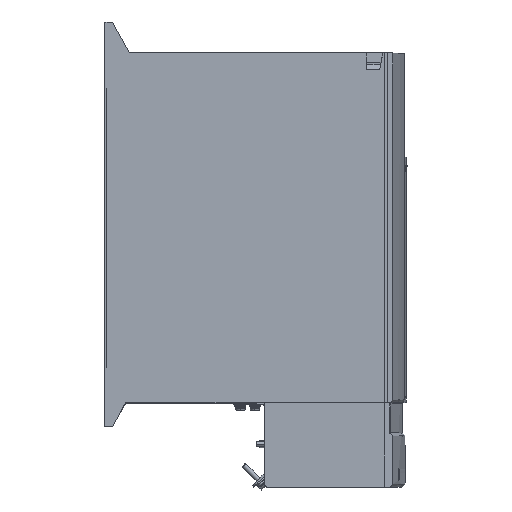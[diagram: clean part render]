
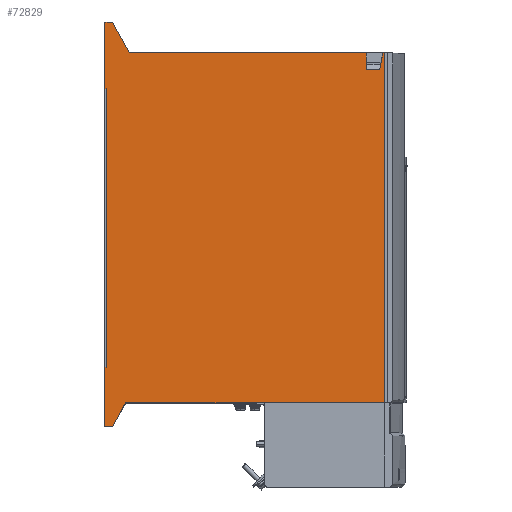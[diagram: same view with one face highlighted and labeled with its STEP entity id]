
A CAD part, top view. The second image highlights one B-rep face of the part: STEP entity #72829.
In plain terms, the highlighted face is planar.
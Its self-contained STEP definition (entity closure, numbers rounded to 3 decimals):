
#32188=DIRECTION('',(0.,0.,1.));
#32189=VECTOR('',#32188,6.3);
#32190=CARTESIAN_POINT('',(-165.,315.5,0.));
#32191=LINE('',#32190,#32189);
#32314=DIRECTION('',(0.,0.,1.));
#32315=VECTOR('',#32314,1.453);
#32316=CARTESIAN_POINT('',(-165.,290.,230.303));
#32317=LINE('',#32316,#32315);
#32321=DIRECTION('',(0.,-1.,0.));
#32322=VECTOR('',#32321,290.);
#32323=CARTESIAN_POINT('',(-165.,290.,231.756));
#32324=LINE('',#32323,#32322);
#32328=DIRECTION('',(0.,-0.871,-0.491));
#32329=VECTOR('',#32328,22.389);
#32330=CARTESIAN_POINT('',(-165.,0.,17.3));
#32331=LINE('',#32330,#32329);
#32335=DIRECTION('',(0.,1.,0.));
#32336=VECTOR('',#32335,48.9);
#32337=CARTESIAN_POINT('',(-165.,-19.5,0.));
#32338=LINE('',#32337,#32336);
#32342=DIRECTION('',(0.,0.,1.));
#32343=VECTOR('',#32342,1.6);
#32344=CARTESIAN_POINT('',(-165.,29.4,0.));
#32345=LINE('',#32344,#32343);
#32349=DIRECTION('',(0.,1.,0.));
#32350=VECTOR('',#32349,230.9);
#32351=CARTESIAN_POINT('',(-165.,29.4,1.6));
#32352=LINE('',#32351,#32350);
#32356=DIRECTION('',(0.,0.,1.));
#32357=VECTOR('',#32356,1.6);
#32358=CARTESIAN_POINT('',(-165.,260.3,0.));
#32359=LINE('',#32358,#32357);
#32363=DIRECTION('',(0.,1.,0.));
#32364=VECTOR('',#32363,55.2);
#32365=CARTESIAN_POINT('',(-165.,260.3,0.));
#32366=LINE('',#32365,#32364);
#32370=DIRECTION('',(0.,-0.877,0.481));
#32371=VECTOR('',#32370,29.09);
#32372=CARTESIAN_POINT('',(-165.,315.5,6.3));
#32373=LINE('',#32372,#32371);
#32377=DIRECTION('',(0.,0.,1.));
#32378=VECTOR('',#32377,196.409);
#32379=CARTESIAN_POINT('',(-165.,290.,20.3));
#32380=LINE('',#32379,#32378);
#32384=DIRECTION('',(0.,1.,0.));
#32385=VECTOR('',#32384,14.056);
#32386=CARTESIAN_POINT('',(-165.,275.944,216.709));
#32387=LINE('',#32386,#32385);
#32391=DIRECTION('',(0.,0.,-1.));
#32392=VECTOR('',#32391,11.115);
#32393=CARTESIAN_POINT('',(-165.,275.944,227.824));
#32394=LINE('',#32393,#32392);
#40032=DIRECTION('',(0.,0.,1.));
#40033=VECTOR('',#40032,214.456);
#40034=CARTESIAN_POINT('',(-165.,0.,17.3));
#40035=LINE('',#40034,#40033);
#50456=DIRECTION('',(0.,0.,-1.));
#50457=VECTOR('',#50456,6.3);
#50458=CARTESIAN_POINT('',(-165.,-19.5,6.3));
#50459=LINE('',#50458,#50457);
#60573=DIRECTION('',(0.,-0.985,-0.174));
#60574=VECTOR('',#60573,14.273);
#60575=CARTESIAN_POINT('',(-165.,290.,230.303));
#60576=LINE('',#60575,#60574);
#61043=CARTESIAN_POINT('',(-165.,29.4,0.));
#61044=CARTESIAN_POINT('',(-165.,29.4,1.6));
#61045=VERTEX_POINT('',#61043);
#61046=VERTEX_POINT('',#61044);
#61047=CARTESIAN_POINT('',(-165.,260.3,1.6));
#61048=VERTEX_POINT('',#61047);
#61049=CARTESIAN_POINT('',(-165.,260.3,0.));
#61050=VERTEX_POINT('',#61049);
#61052=CARTESIAN_POINT('',(-165.,315.5,0.));
#61054=VERTEX_POINT('',#61052);
#61057=CARTESIAN_POINT('',(-165.,-19.5,0.));
#61058=VERTEX_POINT('',#61057);
#61135=CARTESIAN_POINT('',(-165.,315.5,6.3));
#61136=CARTESIAN_POINT('',(-165.,290.,20.3));
#61137=VERTEX_POINT('',#61135);
#61138=VERTEX_POINT('',#61136);
#61139=CARTESIAN_POINT('',(-165.,0.,17.3));
#61140=CARTESIAN_POINT('',(-165.,-19.5,6.3));
#61141=VERTEX_POINT('',#61139);
#61142=VERTEX_POINT('',#61140);
#62194=CARTESIAN_POINT('',(-165.,290.,231.756));
#62196=VERTEX_POINT('',#62194);
#62198=CARTESIAN_POINT('',(-165.,0.,231.756));
#62199=VERTEX_POINT('',#62198);
#67172=CARTESIAN_POINT('',(-165.,275.944,227.824));
#67173=CARTESIAN_POINT('',(-165.,275.944,216.709));
#67174=VERTEX_POINT('',#67172);
#67175=VERTEX_POINT('',#67173);
#67569=CARTESIAN_POINT('',(-165.,290.,216.709));
#67570=VERTEX_POINT('',#67569);
#67575=CARTESIAN_POINT('',(-165.,290.,230.303));
#67576=VERTEX_POINT('',#67575);
#72796=CARTESIAN_POINT('',(-165.,290.,0.));
#72797=DIRECTION('',(-1.,0.,0.));
#72798=DIRECTION('',(0.,-1.,0.));
#72799=AXIS2_PLACEMENT_3D('',#72796,#72797,#72798);
#72800=PLANE('',#72799);
#72801=ORIENTED_EDGE('',*,*,#72182,.T.);
#72803=ORIENTED_EDGE('',*,*,#72802,.T.);
#72805=ORIENTED_EDGE('',*,*,#72804,.F.);
#72807=ORIENTED_EDGE('',*,*,#72806,.T.);
#72809=ORIENTED_EDGE('',*,*,#72808,.T.);
#72810=ORIENTED_EDGE('',*,*,#67672,.T.);
#72812=ORIENTED_EDGE('',*,*,#72811,.T.);
#72814=ORIENTED_EDGE('',*,*,#72813,.T.);
#72816=ORIENTED_EDGE('',*,*,#72815,.F.);
#72817=ORIENTED_EDGE('',*,*,#67724,.T.);
#72818=ORIENTED_EDGE('',*,*,#72744,.T.);
#72819=ORIENTED_EDGE('',*,*,#72787,.T.);
#72820=ORIENTED_EDGE('',*,*,#72190,.T.);
#72822=ORIENTED_EDGE('',*,*,#72821,.F.);
#72824=ORIENTED_EDGE('',*,*,#72823,.F.);
#72826=ORIENTED_EDGE('',*,*,#72825,.F.);
#72827=EDGE_LOOP('',(#72801,#72803,#72805,#72807,#72809,#72810,#72812,#72814,
#72816,#72817,#72818,#72819,#72820,#72822,#72824,#72826));
#72828=FACE_OUTER_BOUND('',#72827,.F.);
#72829=ADVANCED_FACE('',(#72828),#72800,.T.);
#67672=EDGE_CURVE('',#61058,#61045,#32338,.T.);
#67724=EDGE_CURVE('',#61050,#61054,#32366,.T.);
#72182=EDGE_CURVE('',#67576,#62196,#32317,.T.);
#72190=EDGE_CURVE('',#61138,#67570,#32380,.T.);
#72744=EDGE_CURVE('',#61054,#61137,#32191,.T.);
#72787=EDGE_CURVE('',#61137,#61138,#32373,.T.);
#72802=EDGE_CURVE('',#62196,#62199,#32324,.T.);
#72804=EDGE_CURVE('',#61141,#62199,#40035,.T.);
#72806=EDGE_CURVE('',#61141,#61142,#32331,.T.);
#72808=EDGE_CURVE('',#61142,#61058,#50459,.T.);
#72811=EDGE_CURVE('',#61045,#61046,#32345,.T.);
#72813=EDGE_CURVE('',#61046,#61048,#32352,.T.);
#72815=EDGE_CURVE('',#61050,#61048,#32359,.T.);
#72821=EDGE_CURVE('',#67175,#67570,#32387,.T.);
#72823=EDGE_CURVE('',#67174,#67175,#32394,.T.);
#72825=EDGE_CURVE('',#67576,#67174,#60576,.T.);
